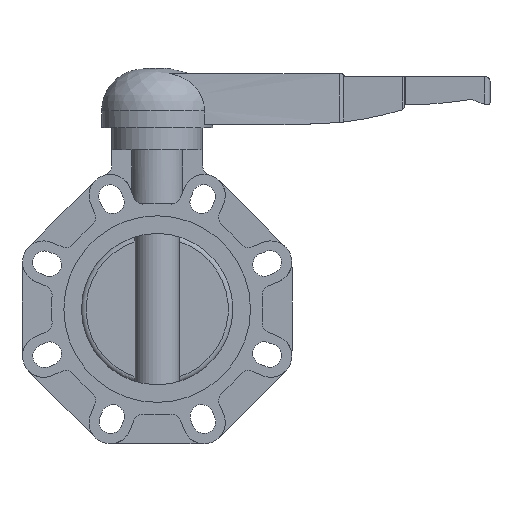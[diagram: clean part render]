
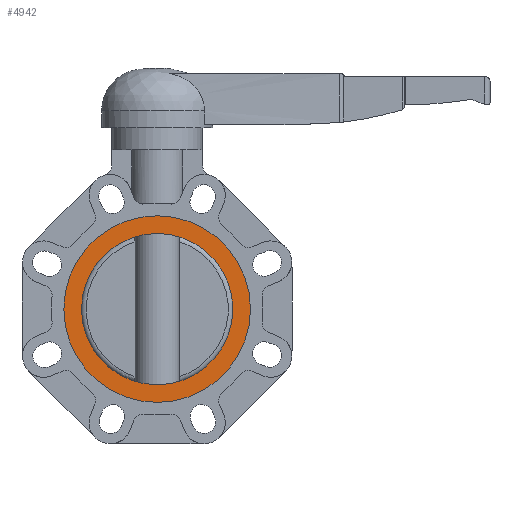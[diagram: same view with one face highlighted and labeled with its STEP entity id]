
A CAD part, front view. The second image highlights one B-rep face of the part: STEP entity #4942.
In plain terms, the highlighted face is planar.
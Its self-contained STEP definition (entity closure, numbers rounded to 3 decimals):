
#102=PLANE($,#5297);
#253=FACE_BOUND($,#641,.T.);
#254=FACE_BOUND($,#642,.T.);
#641=EDGE_LOOP($,(#3681));
#642=EDGE_LOOP($,(#3682));
#1779=CIRCLE($,#5295,92.5);
#1781=CIRCLE($,#5298,75.);
#2131=VERTEX_POINT($,#7860);
#2133=VERTEX_POINT($,#7865);
#2708=EDGE_CURVE($,#2131,#2131,#1779,.T.);
#2710=EDGE_CURVE($,#2133,#2133,#1781,.T.);
#3681=ORIENTED_EDGE($,*,*,#2710,.T.);
#3682=ORIENTED_EDGE($,*,*,#2708,.T.);
#4942=ADVANCED_FACE($,(#253,#254),#102,.T.);
#5295=AXIS2_PLACEMENT_3D($,#7861,#6144,#6145);
#5297=AXIS2_PLACEMENT_3D($,#7864,#6148,#6149);
#5298=AXIS2_PLACEMENT_3D($,#7866,#6150,#6151);
#6144=DIRECTION('center_axis',(1.,0.,0.));
#6145=DIRECTION('ref_axis',(0.,0.,1.));
#6148=DIRECTION('center_axis',(1.,0.,0.));
#6149=DIRECTION('ref_axis',(0.,0.,-1.));
#6150=DIRECTION('center_axis',(-1.,0.,0.));
#6151=DIRECTION('ref_axis',(0.,0.,1.));
#7860=CARTESIAN_POINT('',(35.5,0.,-92.5));
#7861=CARTESIAN_POINT('Origin',(35.5,0.,0.));
#7864=CARTESIAN_POINT('Origin',(35.5,0.,
0.));
#7865=CARTESIAN_POINT('',(35.5,0.,-75.));
#7866=CARTESIAN_POINT('Origin',(35.5,0.,0.));
